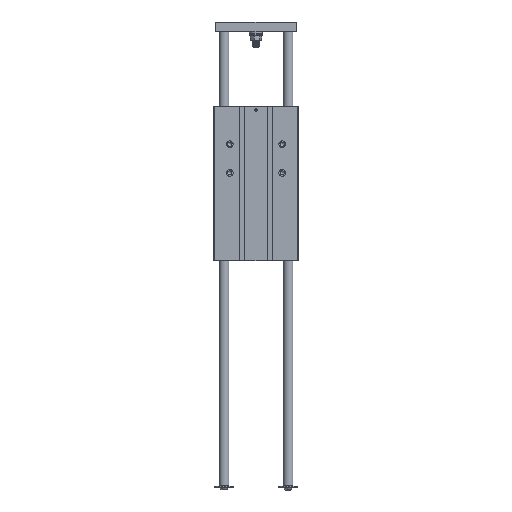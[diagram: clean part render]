
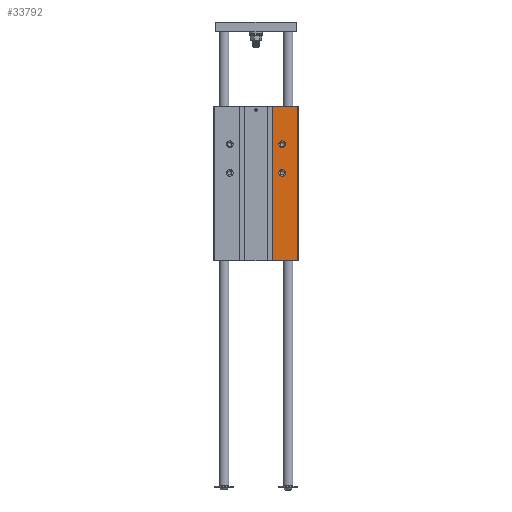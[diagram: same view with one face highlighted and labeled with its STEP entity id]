
A CAD part, front view. The second image highlights one B-rep face of the part: STEP entity #33792.
In plain terms, the highlighted planar face has unit normal (0, -1, 0).
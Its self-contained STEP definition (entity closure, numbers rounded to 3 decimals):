
#63 = CARTESIAN_POINT ( 'NONE',  ( 68., -35., 0. ) ) ;
#259 = EDGE_LOOP ( 'NONE', ( #2594 ) ) ;
#751 = EDGE_CURVE ( 'NONE', #24352, #25792, #25943, .T. ) ;
#1071 = EDGE_LOOP ( 'NONE', ( #13856, #8540, #31799, #33364 ) ) ;
#1220 = EDGE_CURVE ( 'NONE', #34622, #34622, #14866, .T. ) ;
#1420 = EDGE_CURVE ( 'NONE', #24352, #21958, #6501, .T. ) ;
#1901 = CIRCLE ( 'NONE', #14230, 5.5 ) ;
#2594 = ORIENTED_EDGE ( 'NONE', *, *, #16034, .F. ) ;
#3147 = CARTESIAN_POINT ( 'NONE',  ( -68.5, -35., -250. ) ) ;
#5683 = DIRECTION ( 'NONE',  ( 0., 0., 1. ) ) ;
#5764 = VECTOR ( 'NONE', #5683, 1000. ) ;
#5896 = AXIS2_PLACEMENT_3D ( 'NONE', #29045, #32059, #31530 ) ;
#6246 = LINE ( 'NONE', #8689, #30744 ) ;
#6501 = LINE ( 'NONE', #20333, #19266 ) ;
#6709 = CARTESIAN_POINT ( 'NONE',  ( 27.1, -35., -250. ) ) ;
#7153 = EDGE_CURVE ( 'NONE', #25792, #9569, #6246, .T. ) ;
#8101 = CARTESIAN_POINT ( 'NONE',  ( 42.5, -35., -107.25 ) ) ;
#8540 = ORIENTED_EDGE ( 'NONE', *, *, #751, .T. ) ;
#8689 = CARTESIAN_POINT ( 'NONE',  ( -68.5, -35., -250. ) ) ;
#8739 = FACE_BOUND ( 'NONE', #16427, .T. ) ;
#9569 = VERTEX_POINT ( 'NONE', #32557 ) ;
#9610 = CARTESIAN_POINT ( 'NONE',  ( 68., -35., -250. ) ) ;
#9981 = ORIENTED_EDGE ( 'NONE', *, *, #1220, .F. ) ;
#11093 = AXIS2_PLACEMENT_3D ( 'NONE', #3147, #30215, #21919 ) ;
#11198 = PLANE ( 'NONE',  #11093 ) ;
#12016 = DIRECTION ( 'NONE',  ( 1., 0., 0. ) ) ;
#13552 = DIRECTION ( 'NONE',  ( 0., -1., 0. ) ) ;
#13856 = ORIENTED_EDGE ( 'NONE', *, *, #1420, .F. ) ;
#14230 = AXIS2_PLACEMENT_3D ( 'NONE', #8101, #13552, #34522 ) ;
#14866 = CIRCLE ( 'NONE', #5896, 5.5 ) ;
#16034 = EDGE_CURVE ( 'NONE', #31884, #31884, #1901, .T. ) ;
#16427 = EDGE_LOOP ( 'NONE', ( #9981 ) ) ;
#16488 = FACE_OUTER_BOUND ( 'NONE', #1071, .T. ) ;
#19266 = VECTOR ( 'NONE', #31118, 1000. ) ;
#20272 = CARTESIAN_POINT ( 'NONE',  ( 42.5, -35., -66.25 ) ) ;
#20333 = CARTESIAN_POINT ( 'NONE',  ( -68.5, -35., 0. ) ) ;
#20399 = VECTOR ( 'NONE', #26674, 1000. ) ;
#21919 = DIRECTION ( 'NONE',  ( 0., 0., -1. ) ) ;
#21958 = VERTEX_POINT ( 'NONE', #63 ) ;
#22947 = LINE ( 'NONE', #9610, #5764 ) ;
#24352 = VERTEX_POINT ( 'NONE', #27210 ) ;
#25792 = VERTEX_POINT ( 'NONE', #6709 ) ;
#25943 = LINE ( 'NONE', #34099, #20399 ) ;
#26674 = DIRECTION ( 'NONE',  ( 0., 0., -1. ) ) ;
#26736 = CARTESIAN_POINT ( 'NONE',  ( 42.5, -35., -112.75 ) ) ;
#27210 = CARTESIAN_POINT ( 'NONE',  ( 27.1, -35., 0. ) ) ;
#29045 = CARTESIAN_POINT ( 'NONE',  ( 42.5, -35., -60.75 ) ) ;
#30215 = DIRECTION ( 'NONE',  ( 0., -1., 0. ) ) ;
#30744 = VECTOR ( 'NONE', #12016, 1000. ) ;
#30752 = EDGE_CURVE ( 'NONE', #9569, #21958, #22947, .T. ) ;
#31118 = DIRECTION ( 'NONE',  ( 1., 0., 0. ) ) ;
#31530 = DIRECTION ( 'NONE',  ( 0., 0., -1. ) ) ;
#31799 = ORIENTED_EDGE ( 'NONE', *, *, #7153, .T. ) ;
#31884 = VERTEX_POINT ( 'NONE', #26736 ) ;
#32059 = DIRECTION ( 'NONE',  ( 0., -1., 0. ) ) ;
#32557 = CARTESIAN_POINT ( 'NONE',  ( 68., -35., -250. ) ) ;
#32862 = FACE_BOUND ( 'NONE', #259, .T. ) ;
#33364 = ORIENTED_EDGE ( 'NONE', *, *, #30752, .T. ) ;
#33792 = ADVANCED_FACE ( 'NONE', ( #32862, #8739, #16488 ), #11198, .T. ) ;
#34099 = CARTESIAN_POINT ( 'NONE',  ( 27.1, -35., -250. ) ) ;
#34522 = DIRECTION ( 'NONE',  ( 0., 0., -1. ) ) ;
#34622 = VERTEX_POINT ( 'NONE', #20272 ) ;
